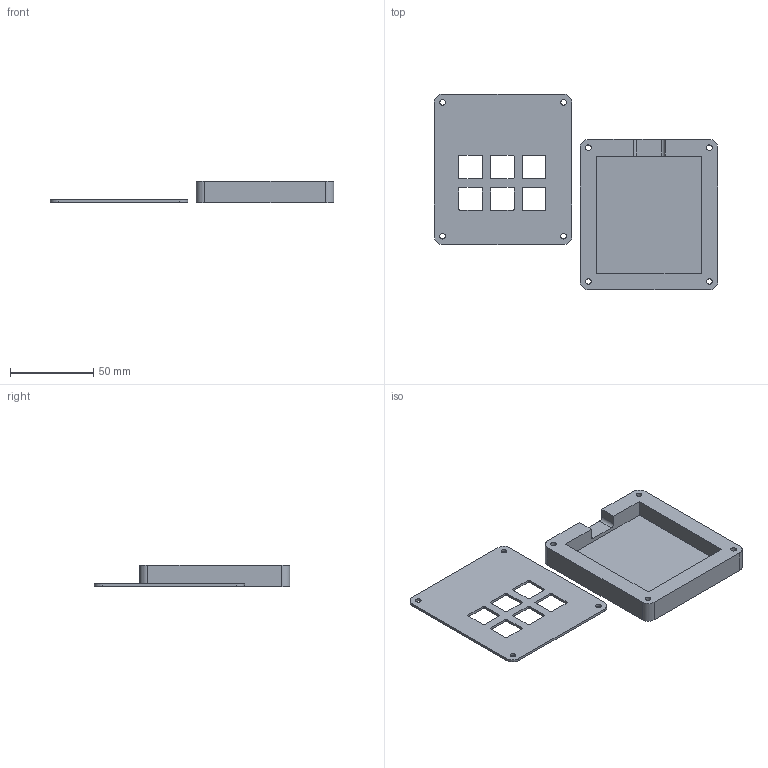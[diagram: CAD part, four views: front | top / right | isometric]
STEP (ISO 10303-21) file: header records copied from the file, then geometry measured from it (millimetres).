
FILE_DESCRIPTION(/* description */ (''),/* implementation_level */ '2;1');
FILE_NAME(/* name */ 'MacroPAD (Top+Bottom).step',/* time_stamp */ '2025-12-23T12:21:08+01:00',/* author */ (''),/* organization */ (''),/* preprocessor_version */ 'ST-DEVELOPER v20.1',/* originating_system */ 'Autodesk Translation Framework v14.21.0.0',/* authorisation */ '');
FILE_SCHEMA (('AUTOMOTIVE_DESIGN { 1 0 10303 214 3 1 1 }'));
Length unit declared in the file: millimetre
Products named in the file (3): MacroPAD; bottom; Top
Assembly tree (2 placements, depth 2):
  MacroPAD
    bottom
    Top
Bounding box: 170.14 x 117.48 x 13 mm (x, y, z)
Volume: 59917.4 mm3; surface area: 35870.5 mm2
Topology: 2 solids, 2 shells, 473 faces, 1329 edges, 886 vertices
Faces by surface type: bspline 283, plane 144, cylinder 46
Full cylindrical faces by diameter (mm): 3.4 x8, 5 x2, 6 x2
Entity records: 17986 total; most frequent: CARTESIAN_POINT 7504, ORIENTED_EDGE 2658, EDGE_CURVE 1329, DIRECTION 1245, VERTEX_POINT 886, LINE 671, VECTOR 671, B_SPLINE_CURVE_WITH_KNOTS 566
